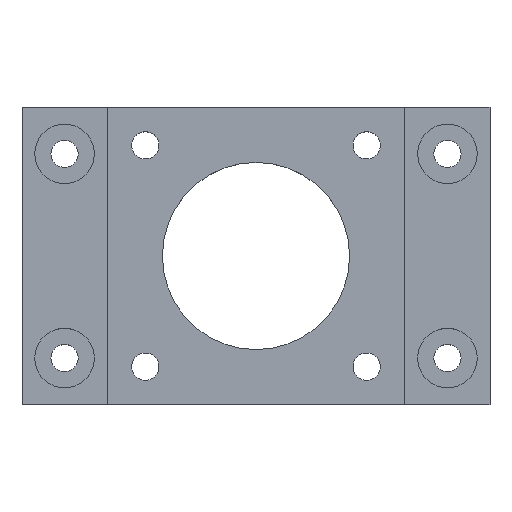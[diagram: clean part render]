
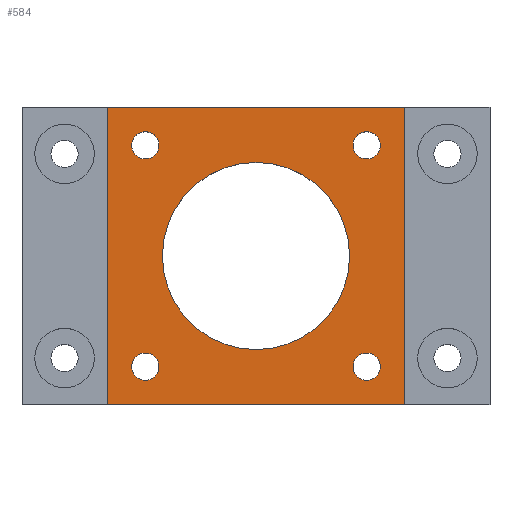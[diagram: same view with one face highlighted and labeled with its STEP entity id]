
A CAD part, top view. The second image highlights one B-rep face of the part: STEP entity #584.
In plain terms, the highlighted planar face has unit normal (0, 0, 1).
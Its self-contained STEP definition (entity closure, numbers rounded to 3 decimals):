
#41=FACE_BOUND('',#146,.T.);
#42=FACE_BOUND('',#147,.T.);
#43=FACE_BOUND('',#148,.T.);
#44=FACE_BOUND('',#149,.T.);
#45=FACE_BOUND('',#150,.T.);
#72=CIRCLE('',#647,11.);
#73=CIRCLE('',#649,1.6);
#74=CIRCLE('',#650,1.6);
#75=CIRCLE('',#651,1.6);
#76=CIRCLE('',#652,1.6);
#77=CIRCLE('',#653,1.6);
#78=CIRCLE('',#654,1.6);
#79=CIRCLE('',#655,1.6);
#80=CIRCLE('',#656,1.6);
#105=FACE_OUTER_BOUND('',#145,.T.);
#145=EDGE_LOOP('',(#457,#458,#459,#460));
#146=EDGE_LOOP('',(#461));
#147=EDGE_LOOP('',(#462,#463));
#148=EDGE_LOOP('',(#464,#465));
#149=EDGE_LOOP('',(#466,#467));
#150=EDGE_LOOP('',(#468,#469));
#180=LINE('',#905,#217);
#190=LINE('',#924,#227);
#196=LINE('',#973,#233);
#197=LINE('',#974,#234);
#217=VECTOR('',#714,35.);
#227=VECTOR('',#728,35.);
#233=VECTOR('',#780,35.);
#234=VECTOR('',#781,35.);
#257=VERTEX_POINT('',#903);
#258=VERTEX_POINT('',#904);
#264=VERTEX_POINT('',#921);
#265=VERTEX_POINT('',#923);
#285=VERTEX_POINT('',#969);
#286=VERTEX_POINT('',#975);
#287=VERTEX_POINT('',#976);
#288=VERTEX_POINT('',#979);
#289=VERTEX_POINT('',#980);
#290=VERTEX_POINT('',#983);
#291=VERTEX_POINT('',#984);
#292=VERTEX_POINT('',#987);
#293=VERTEX_POINT('',#988);
#321=EDGE_CURVE('',#257,#258,#180,.T.);
#331=EDGE_CURVE('',#265,#264,#190,.T.);
#355=EDGE_CURVE('',#285,#285,#72,.F.);
#356=EDGE_CURVE('',#264,#257,#196,.T.);
#357=EDGE_CURVE('',#258,#265,#197,.T.);
#358=EDGE_CURVE('',#286,#287,#73,.T.);
#359=EDGE_CURVE('',#287,#286,#74,.T.);
#360=EDGE_CURVE('',#288,#289,#75,.T.);
#361=EDGE_CURVE('',#289,#288,#76,.T.);
#362=EDGE_CURVE('',#290,#291,#77,.T.);
#363=EDGE_CURVE('',#291,#290,#78,.T.);
#364=EDGE_CURVE('',#292,#293,#79,.T.);
#365=EDGE_CURVE('',#293,#292,#80,.T.);
#457=ORIENTED_EDGE('',*,*,#356,.T.);
#458=ORIENTED_EDGE('',*,*,#321,.T.);
#459=ORIENTED_EDGE('',*,*,#357,.T.);
#460=ORIENTED_EDGE('',*,*,#331,.T.);
#461=ORIENTED_EDGE('',*,*,#355,.F.);
#462=ORIENTED_EDGE('',*,*,#358,.T.);
#463=ORIENTED_EDGE('',*,*,#359,.T.);
#464=ORIENTED_EDGE('',*,*,#360,.T.);
#465=ORIENTED_EDGE('',*,*,#361,.T.);
#466=ORIENTED_EDGE('',*,*,#362,.T.);
#467=ORIENTED_EDGE('',*,*,#363,.T.);
#468=ORIENTED_EDGE('',*,*,#364,.T.);
#469=ORIENTED_EDGE('',*,*,#365,.T.);
#569=PLANE('',#648);
#584=ADVANCED_FACE('',(#105,#41,#42,#43,#44,#45),#569,.F.);
#647=AXIS2_PLACEMENT_3D('',#971,#776,#777);
#648=AXIS2_PLACEMENT_3D('',#972,#778,#779);
#649=AXIS2_PLACEMENT_3D('',#977,#782,#783);
#650=AXIS2_PLACEMENT_3D('',#978,#784,#785);
#651=AXIS2_PLACEMENT_3D('',#981,#786,#787);
#652=AXIS2_PLACEMENT_3D('',#982,#788,#789);
#653=AXIS2_PLACEMENT_3D('',#985,#790,#791);
#654=AXIS2_PLACEMENT_3D('',#986,#792,#793);
#655=AXIS2_PLACEMENT_3D('',#989,#794,#795);
#656=AXIS2_PLACEMENT_3D('',#990,#796,#797);
#714=DIRECTION('',(-1.,0.,0.));
#728=DIRECTION('',(1.,0.,0.));
#776=DIRECTION('center_axis',(0.,0.,-1.));
#777=DIRECTION('ref_axis',(-1.,0.,0.));
#778=DIRECTION('center_axis',(0.,0.,-1.));
#779=DIRECTION('ref_axis',(-1.,0.,0.));
#780=DIRECTION('',(0.,1.,0.));
#781=DIRECTION('',(0.,-1.,0.));
#782=DIRECTION('center_axis',(0.,0.,-1.));
#783=DIRECTION('ref_axis',(-1.,0.,0.));
#784=DIRECTION('center_axis',(0.,0.,-1.));
#785=DIRECTION('ref_axis',(-1.,0.,0.));
#786=DIRECTION('center_axis',(0.,0.,-1.));
#787=DIRECTION('ref_axis',(-1.,0.,0.));
#788=DIRECTION('center_axis',(0.,0.,-1.));
#789=DIRECTION('ref_axis',(-1.,0.,0.));
#790=DIRECTION('center_axis',(0.,0.,-1.));
#791=DIRECTION('ref_axis',(-1.,0.,0.));
#792=DIRECTION('center_axis',(0.,0.,-1.));
#793=DIRECTION('ref_axis',(-1.,0.,0.));
#794=DIRECTION('center_axis',(0.,0.,-1.));
#795=DIRECTION('ref_axis',(-1.,0.,0.));
#796=DIRECTION('center_axis',(0.,0.,-1.));
#797=DIRECTION('ref_axis',(-1.,0.,0.));
#903=CARTESIAN_POINT('',(17.5,17.5,4.));
#904=CARTESIAN_POINT('',(-17.5,17.5,4.));
#905=CARTESIAN_POINT('',(17.5,17.5,4.));
#921=CARTESIAN_POINT('',(17.5,-17.5,4.));
#923=CARTESIAN_POINT('',(-17.5,-17.5,4.));
#924=CARTESIAN_POINT('',(-17.5,-17.5,4.));
#969=CARTESIAN_POINT('',(-11.,0.,4.));
#971=CARTESIAN_POINT('Origin',(0.,0.,4.));
#972=CARTESIAN_POINT('Origin',(0.,0.,4.));
#973=CARTESIAN_POINT('',(17.5,-17.5,4.));
#974=CARTESIAN_POINT('',(-17.5,17.5,4.));
#975=CARTESIAN_POINT('',(-14.6,13.,4.));
#976=CARTESIAN_POINT('',(-11.4,13.,4.));
#977=CARTESIAN_POINT('Origin',(-13.,13.,4.));
#978=CARTESIAN_POINT('Origin',(-13.,13.,4.));
#979=CARTESIAN_POINT('',(-14.6,-13.,4.));
#980=CARTESIAN_POINT('',(-11.4,-13.,4.));
#981=CARTESIAN_POINT('Origin',(-13.,-13.,4.));
#982=CARTESIAN_POINT('Origin',(-13.,-13.,4.));
#983=CARTESIAN_POINT('',(11.4,-13.,4.));
#984=CARTESIAN_POINT('',(14.6,-13.,4.));
#985=CARTESIAN_POINT('Origin',(13.,-13.,4.));
#986=CARTESIAN_POINT('Origin',(13.,-13.,4.));
#987=CARTESIAN_POINT('',(11.4,13.,4.));
#988=CARTESIAN_POINT('',(14.6,13.,4.));
#989=CARTESIAN_POINT('Origin',(13.,13.,4.));
#990=CARTESIAN_POINT('Origin',(13.,13.,4.));
